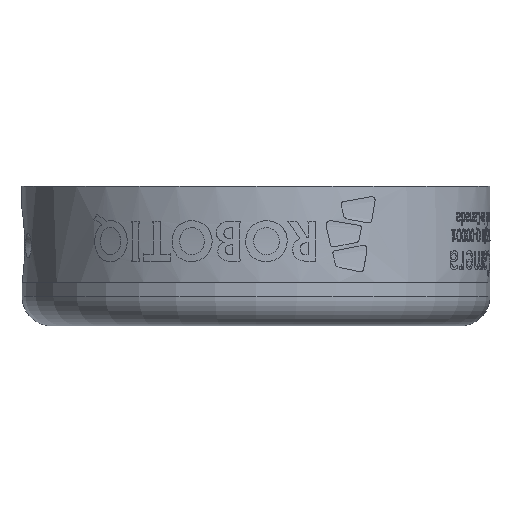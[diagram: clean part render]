
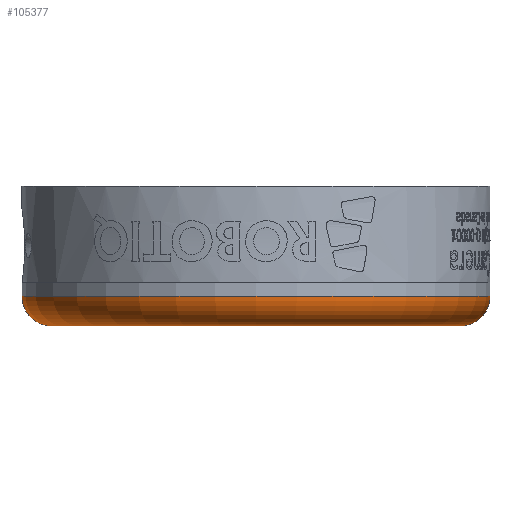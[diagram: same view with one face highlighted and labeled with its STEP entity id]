
A CAD part, front view. The second image highlights one B-rep face of the part: STEP entity #105377.
In plain terms, the highlighted toroidal (fillet/blend) face has major radius 32.737 mm and minor radius 4.763 mm.
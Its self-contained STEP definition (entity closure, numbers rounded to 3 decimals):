
#2408 = CARTESIAN_POINT ( 'NONE',  ( -32.737, 0., -1.238 ) ) ;
#4266 = TOROIDAL_SURFACE ( 'NONE', #41046, 32.737, 4.763 ) ;
#5477 = VERTEX_POINT ( 'NONE', #24414 ) ;
#9075 = DIRECTION ( 'NONE',  ( 0., 0., -1. ) ) ;
#11077 = CIRCLE ( 'NONE', #19168, 4.763 ) ;
#15007 = DIRECTION ( 'NONE',  ( -1., 0., 0. ) ) ;
#15779 = EDGE_CURVE ( 'NONE', #5477, #132998, #65130, .T. ) ;
#19168 = AXIS2_PLACEMENT_3D ( 'NONE', #158424, #84282, #9075 ) ;
#20947 = CARTESIAN_POINT ( 'NONE',  ( 0., 0., -6. ) ) ;
#24414 = CARTESIAN_POINT ( 'NONE',  ( -37.5, 0., -1.238 ) ) ;
#26772 = VERTEX_POINT ( 'NONE', #143950 ) ;
#32359 = CARTESIAN_POINT ( 'NONE',  ( 0., 0., -1.238 ) ) ;
#33567 = DIRECTION ( 'NONE',  ( 1., 0., 0. ) ) ;
#41046 = AXIS2_PLACEMENT_3D ( 'NONE', #32359, #82310, #144814 ) ;
#56671 = VERTEX_POINT ( 'NONE', #101041 ) ;
#59395 = ORIENTED_EDGE ( 'NONE', *, *, #15779, .F. ) ;
#60020 = AXIS2_PLACEMENT_3D ( 'NONE', #123596, #123405, #123293 ) ;
#60663 = CARTESIAN_POINT ( 'NONE',  ( 37.5, 0., -1.238 ) ) ;
#65130 = CIRCLE ( 'NONE', #60020, 37.5 ) ;
#68688 = EDGE_LOOP ( 'NONE', ( #127086, #139410, #118604, #59395 ) ) ;
#81070 = CIRCLE ( 'NONE', #131290, 4.763 ) ;
#82310 = DIRECTION ( 'NONE',  ( 0., 0., 1. ) ) ;
#84282 = DIRECTION ( 'NONE',  ( 0., -1., 0. ) ) ;
#85009 = AXIS2_PLACEMENT_3D ( 'NONE', #20947, #108566, #33567 ) ;
#90139 = DIRECTION ( 'NONE',  ( 0., 1., 0. ) ) ;
#98437 = EDGE_CURVE ( 'NONE', #56671, #132998, #11077, .T. ) ;
#100455 = CIRCLE ( 'NONE', #85009, 32.737 ) ;
#101041 = CARTESIAN_POINT ( 'NONE',  ( 32.737, 0., -6. ) ) ;
#104331 = FACE_OUTER_BOUND ( 'NONE', #68688, .T. ) ;
#105377 = ADVANCED_FACE ( 'NONE', ( #104331 ), #4266, .T. ) ;
#108566 = DIRECTION ( 'NONE',  ( 0., 0., -1. ) ) ;
#115791 = EDGE_CURVE ( 'NONE', #56671, #26772, #100455, .T. ) ;
#118604 = ORIENTED_EDGE ( 'NONE', *, *, #98437, .T. ) ;
#123293 = DIRECTION ( 'NONE',  ( 1., 0., 0. ) ) ;
#123405 = DIRECTION ( 'NONE',  ( 0., 0., 1. ) ) ;
#123596 = CARTESIAN_POINT ( 'NONE',  ( 0., 0., -1.238 ) ) ;
#127086 = ORIENTED_EDGE ( 'NONE', *, *, #155945, .F. ) ;
#131290 = AXIS2_PLACEMENT_3D ( 'NONE', #2408, #90139, #15007 ) ;
#132998 = VERTEX_POINT ( 'NONE', #60663 ) ;
#139410 = ORIENTED_EDGE ( 'NONE', *, *, #115791, .F. ) ;
#143950 = CARTESIAN_POINT ( 'NONE',  ( -32.737, 0., -6. ) ) ;
#144814 = DIRECTION ( 'NONE',  ( 1., 0., 0. ) ) ;
#155945 = EDGE_CURVE ( 'NONE', #26772, #5477, #81070, .T. ) ;
#158424 = CARTESIAN_POINT ( 'NONE',  ( 32.737, 0., -1.238 ) ) ;
